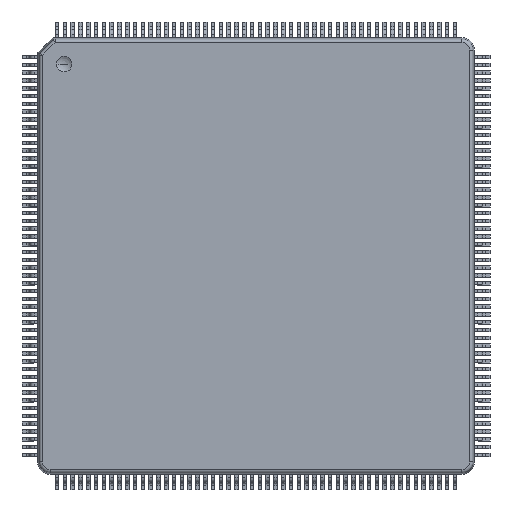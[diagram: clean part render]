
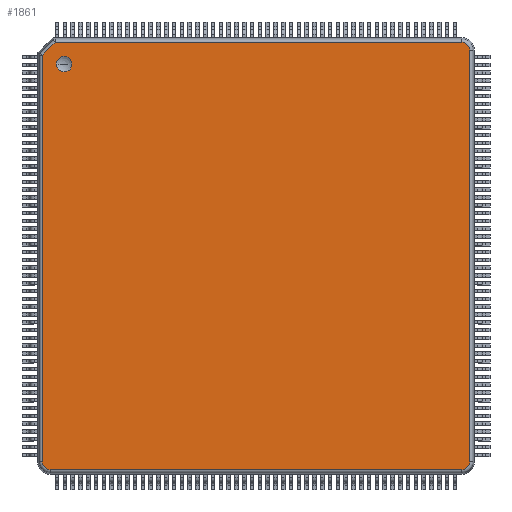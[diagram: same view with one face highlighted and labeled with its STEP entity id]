
A CAD part, top view. The second image highlights one B-rep face of the part: STEP entity #1861.
In plain terms, the highlighted face is planar.
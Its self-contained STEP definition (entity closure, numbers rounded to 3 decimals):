
#537=DIRECTION('',(-1.,0.,0.));
#538=VECTOR('',#537,26.077);
#539=CARTESIAN_POINT('',(13.2,0.638,-13.703));
#540=LINE('',#539,#538);
#544=CARTESIAN_POINT('',(13.2,0.638,-13.2));
#545=DIRECTION('',(0.,1.,0.));
#546=DIRECTION('',(1.,0.,0.));
#547=AXIS2_PLACEMENT_3D('',#544,#545,#546);
#552=DIRECTION('',(0.,0.,-1.));
#553=VECTOR('',#552,26.4);
#554=CARTESIAN_POINT('',(13.703,0.638,13.2));
#555=LINE('',#554,#553);
#559=CARTESIAN_POINT('',(13.2,0.638,13.2));
#560=DIRECTION('',(0.,1.,0.));
#561=DIRECTION('',(0.,0.,1.));
#562=AXIS2_PLACEMENT_3D('',#559,#560,#561);
#567=DIRECTION('',(1.,0.,0.));
#568=VECTOR('',#567,26.4);
#569=CARTESIAN_POINT('',(-13.2,0.638,13.703));
#570=LINE('',#569,#568);
#574=CARTESIAN_POINT('',(-13.2,0.638,13.2));
#575=DIRECTION('',(0.,1.,0.));
#576=DIRECTION('',(-1.,0.,0.));
#577=AXIS2_PLACEMENT_3D('',#574,#575,#576);
#582=DIRECTION('',(0.,0.,1.));
#583=VECTOR('',#582,26.077);
#584=CARTESIAN_POINT('',(-13.703,0.638,-12.877));
#585=LINE('',#584,#583);
#589=DIRECTION('',(-0.707,0.,0.707));
#590=VECTOR('',#589,1.168);
#591=CARTESIAN_POINT('',(-12.877,0.638,-13.703));
#592=LINE('',#591,#590);
#596=CARTESIAN_POINT('',(-12.3,0.638,-12.3));
#597=DIRECTION('',(0.,1.,0.));
#598=DIRECTION('',(-1.,0.,0.));
#599=AXIS2_PLACEMENT_3D('',#596,#597,#598);
#604=CARTESIAN_POINT('',(-12.3,0.638,-12.3));
#605=DIRECTION('',(0.,1.,0.));
#606=DIRECTION('',(1.,0.,0.));
#607=AXIS2_PLACEMENT_3D('',#604,#605,#606);
#1254=CARTESIAN_POINT('',(13.2,0.638,-13.703));
#1255=CARTESIAN_POINT('',(-12.877,0.638,-13.703));
#1256=VERTEX_POINT('',#1254);
#1257=VERTEX_POINT('',#1255);
#1258=CARTESIAN_POINT('',(13.703,0.638,-13.2));
#1259=VERTEX_POINT('',#1258);
#1262=CARTESIAN_POINT('',(13.703,0.638,13.2));
#1263=VERTEX_POINT('',#1262);
#1266=CARTESIAN_POINT('',(13.2,0.638,13.703));
#1267=VERTEX_POINT('',#1266);
#1270=CARTESIAN_POINT('',(-13.2,0.638,13.703));
#1271=VERTEX_POINT('',#1270);
#1274=CARTESIAN_POINT('',(-13.703,0.638,13.2));
#1275=VERTEX_POINT('',#1274);
#1278=CARTESIAN_POINT('',(-13.703,0.638,-12.877));
#1279=VERTEX_POINT('',#1278);
#1306=CARTESIAN_POINT('',(-12.8,0.638,-12.3));
#1307=CARTESIAN_POINT('',(-11.8,0.638,-12.3));
#1308=VERTEX_POINT('',#1306);
#1309=VERTEX_POINT('',#1307);
#1833=CARTESIAN_POINT('',(0.,0.638,0.));
#1834=DIRECTION('',(0.,1.,0.));
#1835=DIRECTION('',(1.,0.,0.));
#1836=AXIS2_PLACEMENT_3D('',#1833,#1834,#1835);
#1837=PLANE('',#1836);
#1839=ORIENTED_EDGE('',*,*,#1838,.F.);
#1841=ORIENTED_EDGE('',*,*,#1840,.F.);
#1843=ORIENTED_EDGE('',*,*,#1842,.F.);
#1844=ORIENTED_EDGE('',*,*,#1823,.F.);
#1846=ORIENTED_EDGE('',*,*,#1845,.F.);
#1848=ORIENTED_EDGE('',*,*,#1847,.F.);
#1850=ORIENTED_EDGE('',*,*,#1849,.F.);
#1852=ORIENTED_EDGE('',*,*,#1851,.F.);
#1853=EDGE_LOOP('',(#1839,#1841,#1843,#1844,#1846,#1848,#1850,#1852));
#1854=FACE_OUTER_BOUND('',#1853,.F.);
#1856=ORIENTED_EDGE('',*,*,#1855,.T.);
#1858=ORIENTED_EDGE('',*,*,#1857,.T.);
#1859=EDGE_LOOP('',(#1856,#1858));
#1860=FACE_BOUND('',#1859,.F.);
#1861=ADVANCED_FACE('',(#1854,#1860),#1837,.T.);
#548=CIRCLE('',#547,0.503);
#563=CIRCLE('',#562,0.503);
#578=CIRCLE('',#577,0.503);
#600=CIRCLE('',#599,0.5);
#608=CIRCLE('',#607,0.5);
#1823=EDGE_CURVE('',#1267,#1263,#563,.T.);
#1838=EDGE_CURVE('',#1256,#1257,#540,.T.);
#1840=EDGE_CURVE('',#1259,#1256,#548,.T.);
#1842=EDGE_CURVE('',#1263,#1259,#555,.T.);
#1845=EDGE_CURVE('',#1271,#1267,#570,.T.);
#1847=EDGE_CURVE('',#1275,#1271,#578,.T.);
#1849=EDGE_CURVE('',#1279,#1275,#585,.T.);
#1851=EDGE_CURVE('',#1257,#1279,#592,.T.);
#1855=EDGE_CURVE('',#1308,#1309,#600,.T.);
#1857=EDGE_CURVE('',#1309,#1308,#608,.T.);
